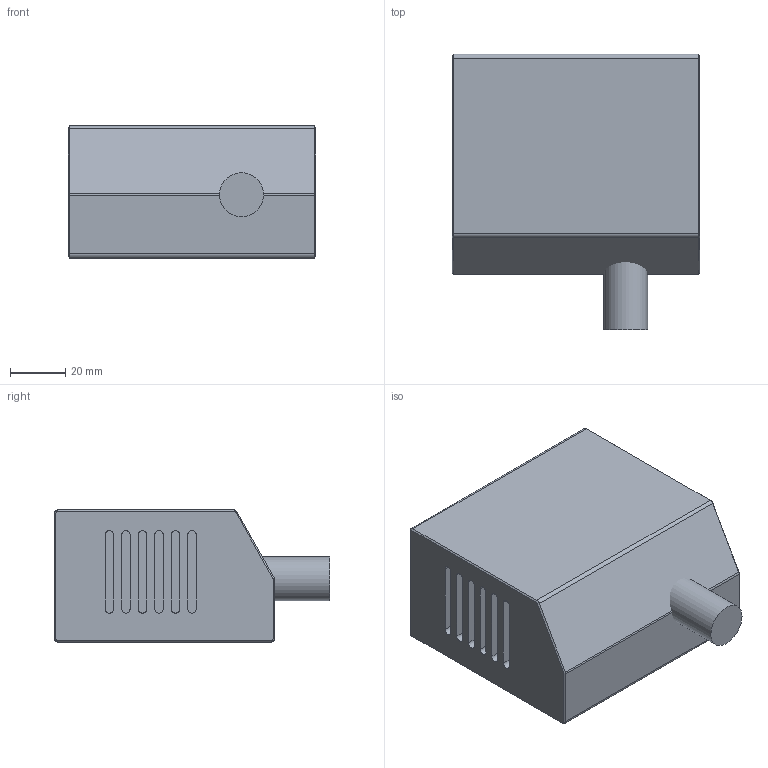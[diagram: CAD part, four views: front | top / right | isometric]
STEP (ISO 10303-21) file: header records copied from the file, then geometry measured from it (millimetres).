
FILE_DESCRIPTION(('FreeCAD Model'),'2;1');
FILE_NAME('Open CASCADE Shape Model','2021-03-21T10:41:33',('Author'),( ''),'Open CASCADE STEP processor 7.4','FreeCAD','Unknown');
FILE_SCHEMA(('AUTOMOTIVE_DESIGN { 1 0 10303 214 1 1 1 1 }'));
Length unit declared in the file: millimetre
Products named in the file (3): Grundk__rper_Laser; Grundkörper; LaserRohr
Assembly tree (2 placements, depth 2):
  Grundk__rper_Laser
    Grundkörper
    LaserRohr
Bounding box: 90 x 100 x 48 mm (x, y, z)
Volume: 332256.6 mm3; surface area: 33546.5 mm2
Topology: 2 solids, 2 shells, 103 faces, 229 edges, 146 vertices
Faces by surface type: plane 59, cylinder 34, cone 10
Full cylindrical faces by diameter (mm): 4 x4, 16 x1
Entity records: 5962 total; most frequent: CARTESIAN_POINT 1095, DIRECTION 951, LINE 541, VECTOR 541, ORIENTED_EDGE 458, PCURVE 458, DEFINITIONAL_REPRESENTATION 458, EDGE_CURVE 229
